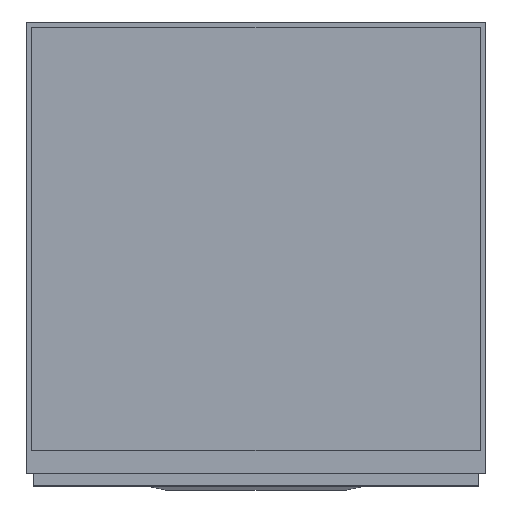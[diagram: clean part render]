
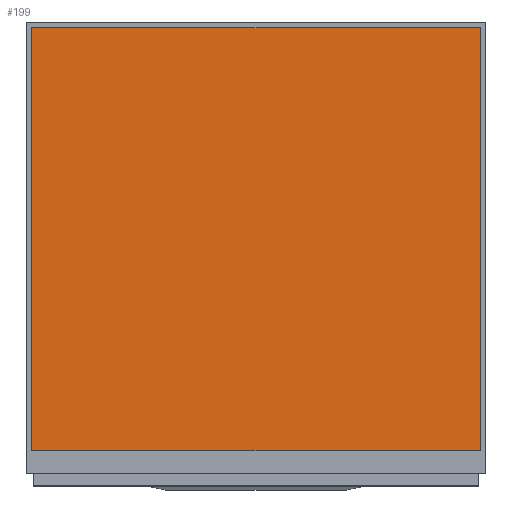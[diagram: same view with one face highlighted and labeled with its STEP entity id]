
A CAD part, top view. The second image highlights one B-rep face of the part: STEP entity #199.
In plain terms, the highlighted planar face has unit normal (0, 0, 1).
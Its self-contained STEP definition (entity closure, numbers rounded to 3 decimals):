
#108 = VERTEX_POINT('',#109);
#109 = CARTESIAN_POINT('',(0.5,23.,0.207));
#117 = VERTEX_POINT('',#118);
#118 = CARTESIAN_POINT('',(39.,23.,0.207));
#124 = EDGE_CURVE('',#117,#108,#125,.T.);
#125 = LINE('',#126,#127);
#126 = CARTESIAN_POINT('',(0.5,23.,0.207));
#127 = VECTOR('',#128,1.);
#128 = DIRECTION('',(-1.,-0.,-0.));
#139 = VERTEX_POINT('',#140);
#140 = CARTESIAN_POINT('',(0.5,59.3,0.207));
#148 = EDGE_CURVE('',#108,#139,#149,.T.);
#149 = LINE('',#150,#151);
#150 = CARTESIAN_POINT('',(0.5,59.3,0.207));
#151 = VECTOR('',#152,1.);
#152 = DIRECTION('',(0.,1.,-0.));
#163 = VERTEX_POINT('',#164);
#164 = CARTESIAN_POINT('',(39.,59.3,0.207));
#172 = EDGE_CURVE('',#139,#163,#173,.T.);
#173 = LINE('',#174,#175);
#174 = CARTESIAN_POINT('',(39.,59.3,0.207));
#175 = VECTOR('',#176,1.);
#176 = DIRECTION('',(1.,0.,-0.));
#189 = EDGE_CURVE('',#163,#117,#190,.T.);
#190 = LINE('',#191,#192);
#191 = CARTESIAN_POINT('',(39.,23.,0.207));
#192 = VECTOR('',#193,1.);
#193 = DIRECTION('',(0.,-1.,-0.));
#199 = ADVANCED_FACE('',(#200),#206,.T.);
#200 = FACE_BOUND('',#201,.T.);
#201 = EDGE_LOOP('',(#202,#203,#204,#205));
#202 = ORIENTED_EDGE('',*,*,#124,.F.);
#203 = ORIENTED_EDGE('',*,*,#189,.F.);
#204 = ORIENTED_EDGE('',*,*,#172,.F.);
#205 = ORIENTED_EDGE('',*,*,#148,.F.);
#206 = PLANE('',#207);
#207 = AXIS2_PLACEMENT_3D('',#208,#209,#210);
#208 = CARTESIAN_POINT('',(0.,21.,0.207));
#209 = DIRECTION('',(0.,0.,1.));
#210 = DIRECTION('',(1.,0.,-0.));
